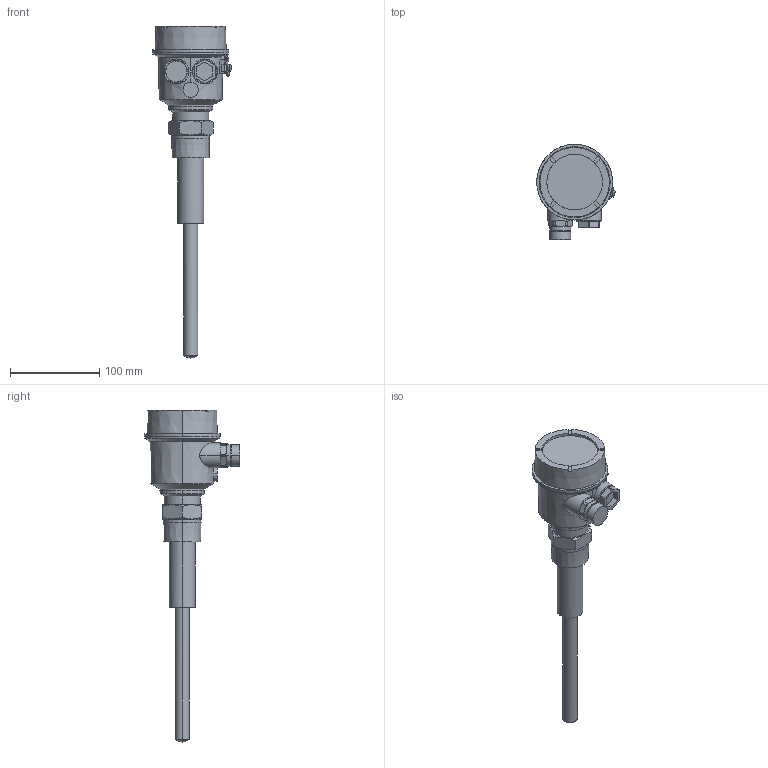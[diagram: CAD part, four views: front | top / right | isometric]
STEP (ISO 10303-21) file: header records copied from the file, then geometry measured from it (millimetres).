
FILE_DESCRIPTION (( 'STEP AP214' ), '1' );
FILE_NAME ('FTM20-AM43A.STEP', '2024-08-28T00:06:43', ( '' ), ( '' ), 'SwSTEP 2.0', 'SolidWorks 2021', '' );
FILE_SCHEMA (( 'AUTOMOTIVE_DESIGN' ));
Length unit declared in the file: inch
Products named in the file (1): FTM20-AM43A
Bounding box: 87.99 x 107 x 372.3 mm (x, y, z)
Volume: 569362.5 mm3; surface area: 59555.7 mm2
Topology: 1 solids, 2 shells, 222 faces, 554 edges, 350 vertices
Faces by surface type: plane 112, cylinder 56, cone 47, bspline 5, sphere 2
Entity records: 10844 total; most frequent: CARTESIAN_POINT 5909, ORIENTED_EDGE 1108, DIRECTION 848, EDGE_CURVE 554, VERTEX_POINT 350, AXIS2_PLACEMENT_3D 293, VECTOR 262, LINE 262
